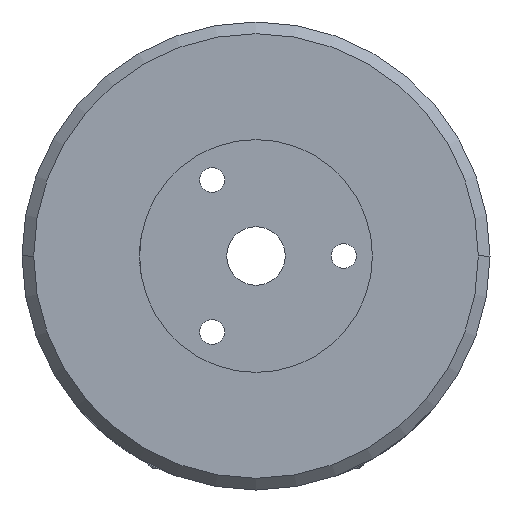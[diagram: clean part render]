
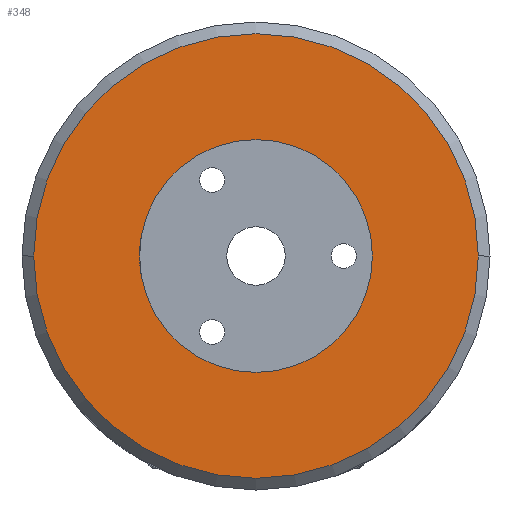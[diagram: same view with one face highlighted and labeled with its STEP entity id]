
A CAD part, left-side view. The second image highlights one B-rep face of the part: STEP entity #348.
In plain terms, the highlighted planar face has unit normal (-1, 0, 0).
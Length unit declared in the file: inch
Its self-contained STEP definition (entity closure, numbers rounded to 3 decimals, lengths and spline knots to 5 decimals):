
#43 = CARTESIAN_POINT ( 'NONE',  ( -0.455, -0.95, 0. ) ) ;
#213 = AXIS2_PLACEMENT_3D ( 'NONE', #2594, #2617, #2644 ) ;
#214 = AXIS2_PLACEMENT_3D ( 'NONE', #2616, #920, #921 ) ;
#218 = AXIS2_PLACEMENT_3D ( 'NONE', #1121, #1128, #1129 ) ;
#239 = AXIS2_PLACEMENT_3D ( 'NONE', #1377, #1384, #1385 ) ;
#348 = ADVANCED_FACE ( 'NONE', ( #3263, #3265 ), #454, .F. ) ;
#400 = CARTESIAN_POINT ( 'NONE',  ( -0.455, 1., 0. ) ) ;
#454 = PLANE ( 'NONE',  #2239 ) ;
#468 = DIRECTION ( 'NONE',  ( 0., 1., 0. ) ) ;
#474 = VERTEX_POINT ( 'NONE', #43 ) ;
#505 = DIRECTION ( 'NONE',  ( 1., 0., 0. ) ) ;
#640 = EDGE_CURVE ( 'NONE', #882, #474, #2893, .T. ) ;
#641 = EDGE_CURVE ( 'NONE', #861, #811, #2895, .T. ) ;
#660 = EDGE_CURVE ( 'NONE', #474, #882, #2916, .T. ) ;
#713 = EDGE_CURVE ( 'NONE', #811, #861, #2987, .T. ) ;
#811 = VERTEX_POINT ( 'NONE', #1680 ) ;
#861 = VERTEX_POINT ( 'NONE', #1730 ) ;
#882 = VERTEX_POINT ( 'NONE', #1750 ) ;
#920 = DIRECTION ( 'NONE',  ( -1., 0., 0. ) ) ;
#921 = DIRECTION ( 'NONE',  ( 0., -1., 0. ) ) ;
#1121 = CARTESIAN_POINT ( 'NONE',  ( -0.455, 0., 0. ) ) ;
#1128 = DIRECTION ( 'NONE',  ( -1., 0., 0. ) ) ;
#1129 = DIRECTION ( 'NONE',  ( 0., 1., 0. ) ) ;
#1377 = CARTESIAN_POINT ( 'NONE',  ( -0.455, 0., 0. ) ) ;
#1384 = DIRECTION ( 'NONE',  ( -1., 0., 0. ) ) ;
#1385 = DIRECTION ( 'NONE',  ( 0., -1., 0. ) ) ;
#1680 = CARTESIAN_POINT ( 'NONE',  ( -0.455, -0.4975, 0. ) ) ;
#1730 = CARTESIAN_POINT ( 'NONE',  ( -0.455, 0.4975, 0. ) ) ;
#1750 = CARTESIAN_POINT ( 'NONE',  ( -0.455, 0.95, 0. ) ) ;
#2239 = AXIS2_PLACEMENT_3D ( 'NONE', #400, #505, #468 ) ;
#2594 = CARTESIAN_POINT ( 'NONE',  ( -0.455, 0., 0. ) ) ;
#2616 = CARTESIAN_POINT ( 'NONE',  ( -0.455, 0., 0. ) ) ;
#2617 = DIRECTION ( 'NONE',  ( -1., 0., 0. ) ) ;
#2644 = DIRECTION ( 'NONE',  ( 0., 1., 0. ) ) ;
#2893 = CIRCLE ( 'NONE', #213, 0.95 ) ;
#2895 = CIRCLE ( 'NONE', #214, 0.4975 ) ;
#2916 = CIRCLE ( 'NONE', #218, 0.95 ) ;
#2987 = CIRCLE ( 'NONE', #239, 0.4975 ) ;
#3263 = FACE_OUTER_BOUND ( 'NONE', #3699, .T. ) ;
#3265 = FACE_BOUND ( 'NONE', #3735, .T. ) ;
#3505 = ORIENTED_EDGE ( 'NONE', *, *, #641, .F. ) ;
#3509 = ORIENTED_EDGE ( 'NONE', *, *, #660, .T. ) ;
#3544 = ORIENTED_EDGE ( 'NONE', *, *, #713, .F. ) ;
#3614 = ORIENTED_EDGE ( 'NONE', *, *, #640, .T. ) ;
#3699 = EDGE_LOOP ( 'NONE', ( #3614, #3509 ) ) ;
#3735 = EDGE_LOOP ( 'NONE', ( #3544, #3505 ) ) ;
